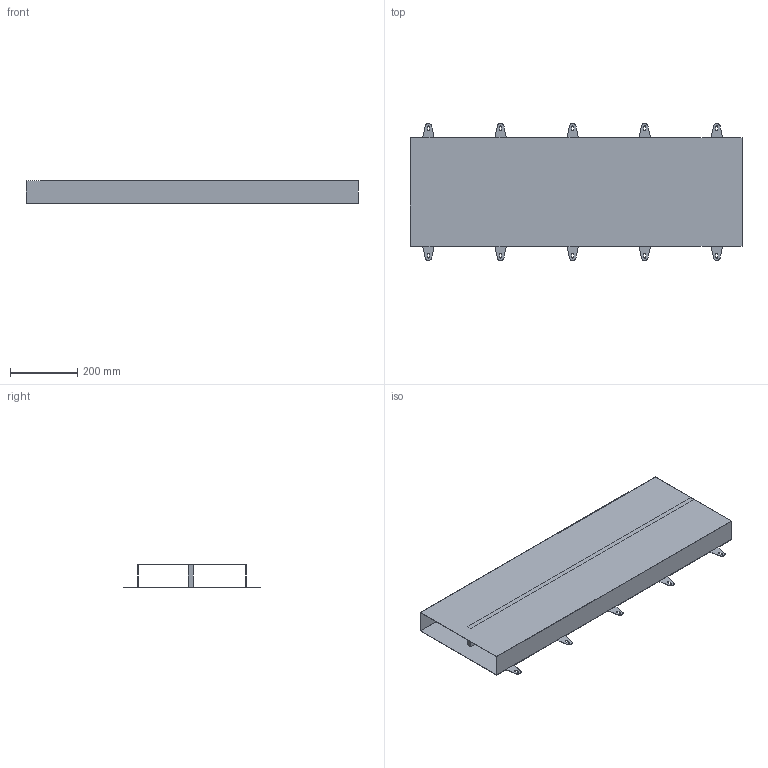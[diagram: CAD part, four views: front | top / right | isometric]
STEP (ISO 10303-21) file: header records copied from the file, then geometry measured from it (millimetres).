
FILE_DESCRIPTION(('Creo Elements/Direct Modeling STEP Export'),'2;1');
FILE_NAME('0093.0089_duoLEV_3D-CAD-IGS.igs.stp','2017-04-10T15:25:46',(''),(''),'PTC Creo Elements/Direct Modeling STEP processor for AP214 (Solid Model)','PTC Creo Elements/Direct Modeling 19.0C 15-Aug-2015 (C) Parametric Technology GmbH','');
FILE_SCHEMA(('AUTOMOTIVE_DESIGN { 1 0 10303 214 1 1 1 1 }'));
Length unit declared in the file: millimetre
Products named in the file (1): 0093.0089
Bounding box: 990 x 408.97 x 68 mm (x, y, z)
Volume: 1712670.2 mm3; surface area: 1660809.9 mm2
Topology: 1 solids, 1 shells, 94 faces, 276 edges, 184 vertices
Faces by surface type: plane 64, cylinder 30
Entity records: 3108 total; most frequent: ORIENTED_EDGE 552, CARTESIAN_POINT 537, DIRECTION 498, EDGE_CURVE 276, VECTOR 208, LINE 208, VERTEX_POINT 184, AXIS2_PLACEMENT_3D 145
